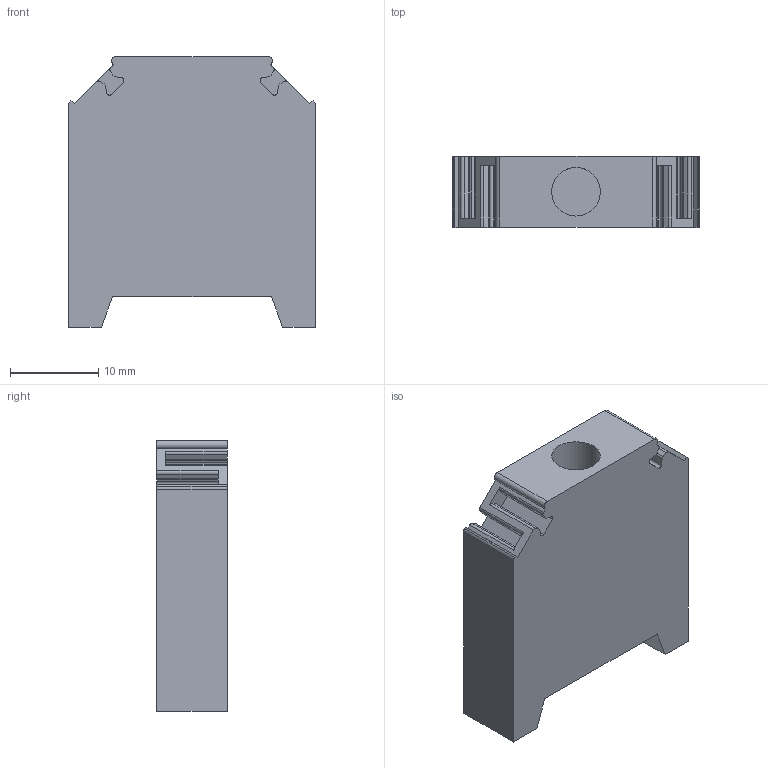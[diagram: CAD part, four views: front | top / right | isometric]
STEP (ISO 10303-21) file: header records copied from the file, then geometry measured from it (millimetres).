
FILE_DESCRIPTION( ( 'STEP AP203' ), '1' );
FILE_NAME( '零件2.stp', '2023-01-11T10:14:11', ( ' ' ), ( ' ' ), 'XStep 1.0', ' ', ' ' );
FILE_SCHEMA( ( 'CONFIG_CONTROL_DESIGN) ( )' ) );
Length unit declared in the file: metre
Products named in the file (1): 1
Bounding box: 28 x 8 x 30.69 mm (x, y, z)
Volume: 5753.8 mm3; surface area: 2738.6 mm2
Topology: 1 solids, 1 shells, 72 faces, 207 edges, 138 vertices
Faces by surface type: plane 51, cylinder 21
Full cylindrical faces by diameter (mm): 5.5 x1
Entity records: 2392 total; most frequent: CARTESIAN_POINT 417, ORIENTED_EDGE 412, DIRECTION 394, EDGE_CURVE 206, LINE 164, VECTOR 164, VERTEX_POINT 138, AXIS2_PLACEMENT_3D 115
